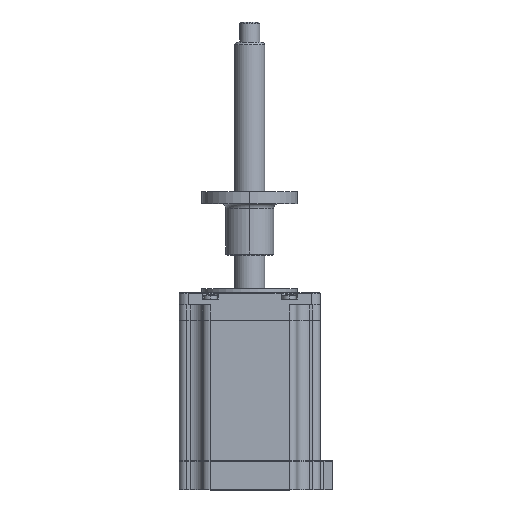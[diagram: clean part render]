
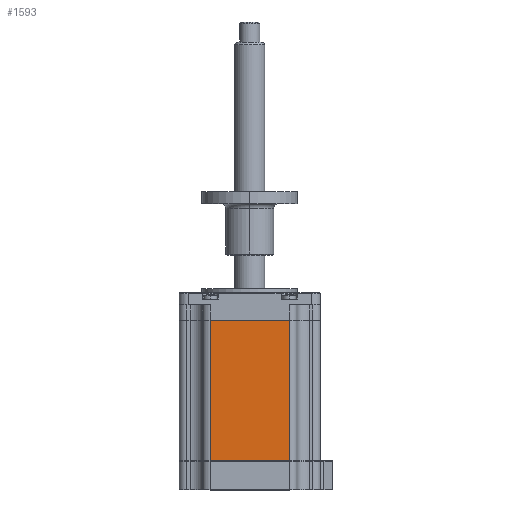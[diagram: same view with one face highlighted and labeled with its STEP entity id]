
A CAD part, top view. The second image highlights one B-rep face of the part: STEP entity #1593.
In plain terms, the highlighted planar face has unit normal (0, 0, 1).
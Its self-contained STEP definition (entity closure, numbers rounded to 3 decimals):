
#265 = CARTESIAN_POINT ( 'NONE',  ( -1.493, 9.999, 61.45 ) ) ;
#596 = VERTEX_POINT ( 'NONE', #8878 ) ;
#850 = DIRECTION ( 'NONE',  ( 0., 0., -1. ) ) ;
#1055 = VECTOR ( 'NONE', #6214, 1000. ) ;
#1196 = EDGE_CURVE ( 'NONE', #596, #9947, #6380, .T. ) ;
#1245 = VERTEX_POINT ( 'NONE', #8444 ) ;
#1267 = LINE ( 'NONE', #7544, #6505 ) ;
#1593 = ADVANCED_FACE ( 'NONE', ( #13375 ), #6059, .F. ) ;
#1883 = VECTOR ( 'NONE', #12089, 1000. ) ;
#2632 = CARTESIAN_POINT ( 'NONE',  ( -1.493, 9.999, 61.45 ) ) ;
#4959 = CARTESIAN_POINT ( 'NONE',  ( -1.493, -46.001, 61.45 ) ) ;
#5001 = EDGE_LOOP ( 'NONE', ( #5469, #7930, #8006, #10142 ) ) ;
#5250 = EDGE_CURVE ( 'NONE', #6149, #9947, #7441, .T. ) ;
#5469 = ORIENTED_EDGE ( 'NONE', *, *, #5250, .T. ) ;
#5861 = EDGE_CURVE ( 'NONE', #1245, #6149, #6968, .T. ) ;
#5871 = AXIS2_PLACEMENT_3D ( 'NONE', #4959, #850, #6100 ) ;
#6059 = PLANE ( 'NONE',  #5871 ) ;
#6100 = DIRECTION ( 'NONE',  ( 0., -1., 0. ) ) ;
#6149 = VERTEX_POINT ( 'NONE', #265 ) ;
#6214 = DIRECTION ( 'NONE',  ( 0., 1., 0. ) ) ;
#6380 = LINE ( 'NONE', #12321, #11394 ) ;
#6505 = VECTOR ( 'NONE', #12890, 1000. ) ;
#6863 = DIRECTION ( 'NONE',  ( 0., 1., 0. ) ) ;
#6968 = LINE ( 'NONE', #9364, #1055 ) ;
#7441 = LINE ( 'NONE', #2632, #1883 ) ;
#7544 = CARTESIAN_POINT ( 'NONE',  ( -1.493, -46.001, 61.45 ) ) ;
#7930 = ORIENTED_EDGE ( 'NONE', *, *, #1196, .F. ) ;
#8006 = ORIENTED_EDGE ( 'NONE', *, *, #8439, .F. ) ;
#8439 = EDGE_CURVE ( 'NONE', #1245, #596, #1267, .T. ) ;
#8444 = CARTESIAN_POINT ( 'NONE',  ( -1.493, -46.001, 61.45 ) ) ;
#8878 = CARTESIAN_POINT ( 'NONE',  ( -33.093, -46.001, 61.45 ) ) ;
#9364 = CARTESIAN_POINT ( 'NONE',  ( -1.493, -46.001, 61.45 ) ) ;
#9947 = VERTEX_POINT ( 'NONE', #10395 ) ;
#10142 = ORIENTED_EDGE ( 'NONE', *, *, #5861, .T. ) ;
#10395 = CARTESIAN_POINT ( 'NONE',  ( -33.093, 9.999, 61.45 ) ) ;
#11394 = VECTOR ( 'NONE', #6863, 1000. ) ;
#12089 = DIRECTION ( 'NONE',  ( -1., 0., 0. ) ) ;
#12321 = CARTESIAN_POINT ( 'NONE',  ( -33.093, -46.001, 61.45 ) ) ;
#12890 = DIRECTION ( 'NONE',  ( -1., 0., 0. ) ) ;
#13375 = FACE_OUTER_BOUND ( 'NONE', #5001, .T. ) ;
